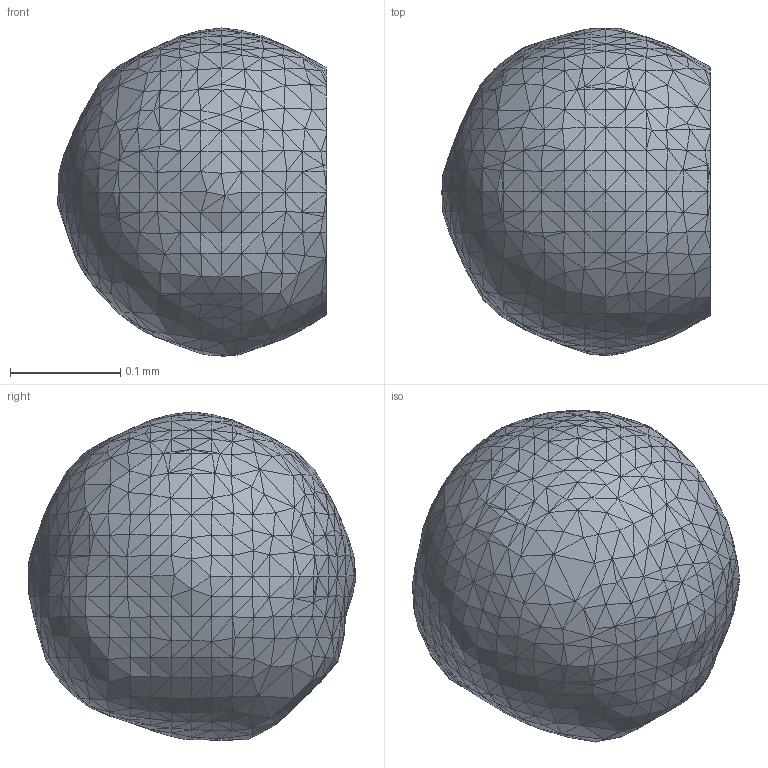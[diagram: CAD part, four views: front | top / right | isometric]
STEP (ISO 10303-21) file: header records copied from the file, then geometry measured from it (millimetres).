
FILE_DESCRIPTION(('FreeCAD Model'),'2;1');
FILE_NAME('Particle17.step','2020-11-10T02:01:39',( 'FreeCAD'),('FreeCAD'),'Open CASCADE STEP processor 7.4','FreeCAD', 'Unknown');
FILE_SCHEMA(('AUTOMOTIVE_DESIGN { 1 0 10303 214 1 1 1 1 }'));
Products named in the file (1): Open CASCADE STEP translator 7.4 20
Bounding box: 0.24 x 0.3 x 0.3 mm (x, y, z)
Volume: 0 mm3; surface area: 0.3 mm2
Topology: 1 solids, 1 shells, 1209 faces, 1876 edges, 669 vertices
Faces by surface type: plane 1209
Entity records: 46588 total; most frequent: CARTESIAN_POINT 9467, DIRECTION 6088, ORIENTED_EDGE 3752, PCURVE 3752, DEFINITIONAL_REPRESENTATION 3752, LINE 3668, VECTOR 3668, B_SPLINE_CURVE_WITH_KNOTS 1960
